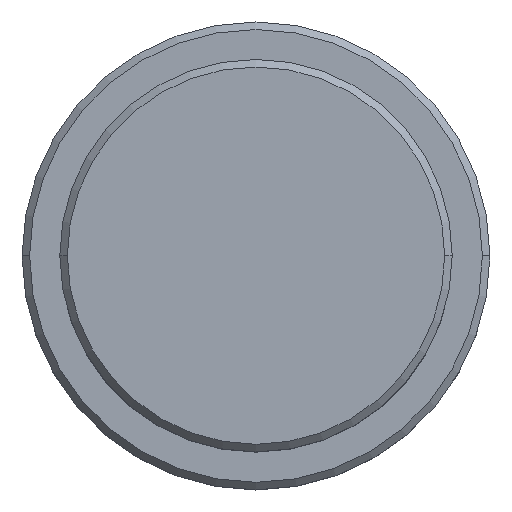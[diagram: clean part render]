
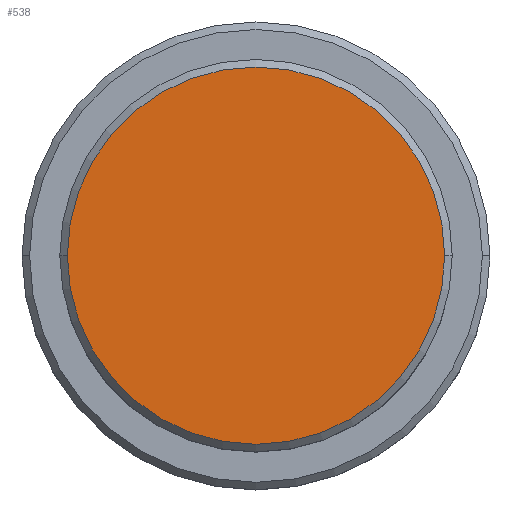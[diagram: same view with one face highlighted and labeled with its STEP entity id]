
A CAD part, top view. The second image highlights one B-rep face of the part: STEP entity #538.
In plain terms, the highlighted planar face has unit normal (0, 0, 1).
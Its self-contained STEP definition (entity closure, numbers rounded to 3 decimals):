
#159 = EDGE_LOOP ( 'NONE', ( #1101, #239 ) ) ;
#186 = DIRECTION ( 'NONE',  ( 1., 0., 0. ) ) ;
#194 = AXIS2_PLACEMENT_3D ( 'NONE', #749, #1353, #1366 ) ;
#239 = ORIENTED_EDGE ( 'NONE', *, *, #374, .T. ) ;
#246 = CIRCLE ( 'NONE', #194, 12.5 ) ;
#290 = CARTESIAN_POINT ( 'NONE',  ( -12.5, 0., 0. ) ) ;
#374 = EDGE_CURVE ( 'NONE', #482, #1380, #246, .T. ) ;
#387 = PLANE ( 'NONE',  #901 ) ;
#447 = DIRECTION ( 'NONE',  ( 1., 0., 0. ) ) ;
#482 = VERTEX_POINT ( 'NONE', #516 ) ;
#516 = CARTESIAN_POINT ( 'NONE',  ( 12.5, 0., 0. ) ) ;
#538 = ADVANCED_FACE ( 'NONE', ( #611 ), #387, .T. ) ;
#611 = FACE_OUTER_BOUND ( 'NONE', #159, .T. ) ;
#749 = CARTESIAN_POINT ( 'NONE',  ( 0., 0., 0. ) ) ;
#778 = CARTESIAN_POINT ( 'NONE',  ( 0., 0., 0. ) ) ;
#901 = AXIS2_PLACEMENT_3D ( 'NONE', #1291, #1045, #186 ) ;
#928 = AXIS2_PLACEMENT_3D ( 'NONE', #778, #1208, #447 ) ;
#1016 = CIRCLE ( 'NONE', #928, 12.5 ) ;
#1045 = DIRECTION ( 'NONE',  ( 0., 0., 1. ) ) ;
#1101 = ORIENTED_EDGE ( 'NONE', *, *, #1340, .T. ) ;
#1208 = DIRECTION ( 'NONE',  ( 0., 0., 1. ) ) ;
#1291 = CARTESIAN_POINT ( 'NONE',  ( 0., 0., 0. ) ) ;
#1340 = EDGE_CURVE ( 'NONE', #1380, #482, #1016, .T. ) ;
#1353 = DIRECTION ( 'NONE',  ( 0., 0., 1. ) ) ;
#1366 = DIRECTION ( 'NONE',  ( 1., 0., 0. ) ) ;
#1380 = VERTEX_POINT ( 'NONE', #290 ) ;
